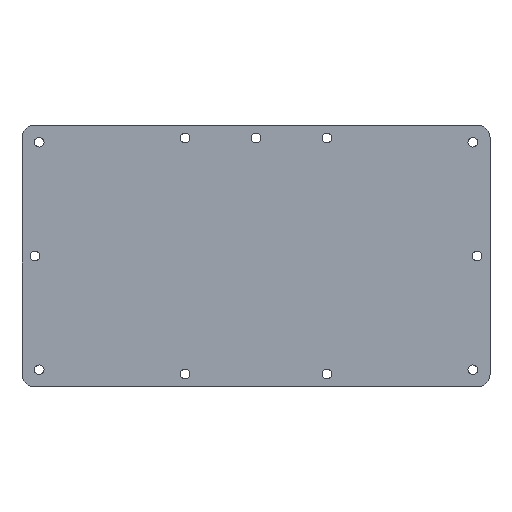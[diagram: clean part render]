
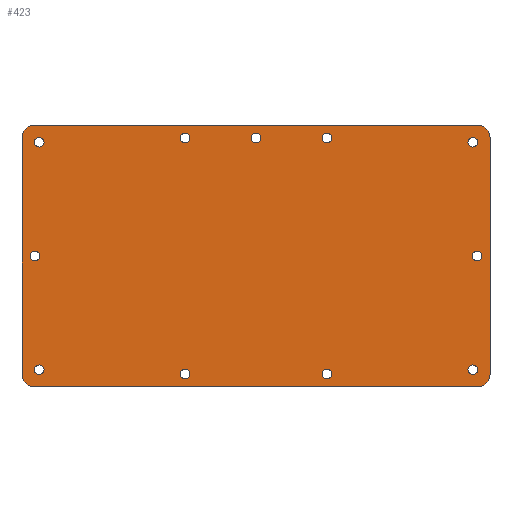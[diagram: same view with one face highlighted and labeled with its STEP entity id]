
A CAD part, top view. The second image highlights one B-rep face of the part: STEP entity #423.
In plain terms, the highlighted planar face has unit normal (0, 0, 1).
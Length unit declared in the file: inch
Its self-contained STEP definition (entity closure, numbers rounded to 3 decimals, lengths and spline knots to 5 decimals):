
#19=PLANE('',#476);
#26=LINE('',#678,#42);
#32=LINE('',#693,#48);
#34=LINE('',#699,#50);
#35=LINE('',#701,#51);
#42=VECTOR('',#567,12.875);
#48=VECTOR('',#583,12.875);
#50=VECTOR('',#591,6.875);
#51=VECTOR('',#594,6.875);
#74=FACE_BOUND('',#149,.T.);
#75=FACE_BOUND('',#150,.T.);
#76=FACE_BOUND('',#151,.T.);
#77=FACE_BOUND('',#152,.T.);
#78=FACE_BOUND('',#153,.T.);
#79=FACE_BOUND('',#154,.T.);
#80=FACE_BOUND('',#155,.T.);
#81=FACE_BOUND('',#156,.T.);
#82=FACE_BOUND('',#157,.T.);
#83=FACE_BOUND('',#158,.T.);
#84=FACE_BOUND('',#159,.T.);
#105=FACE_OUTER_BOUND('',#148,.T.);
#148=EDGE_LOOP('',(#347,#348,#349,#350,#351,#352,#353,#354));
#149=EDGE_LOOP('',(#355));
#150=EDGE_LOOP('',(#356));
#151=EDGE_LOOP('',(#357));
#152=EDGE_LOOP('',(#358));
#153=EDGE_LOOP('',(#359));
#154=EDGE_LOOP('',(#360));
#155=EDGE_LOOP('',(#361));
#156=EDGE_LOOP('',(#362));
#157=EDGE_LOOP('',(#363));
#158=EDGE_LOOP('',(#364));
#159=EDGE_LOOP('',(#365));
#161=CIRCLE('',#428,0.1405);
#163=CIRCLE('',#431,0.1405);
#165=CIRCLE('',#434,0.1405);
#167=CIRCLE('',#437,0.1405);
#169=CIRCLE('',#440,0.1405);
#171=CIRCLE('',#443,0.1405);
#173=CIRCLE('',#446,0.1405);
#175=CIRCLE('',#449,0.1405);
#177=CIRCLE('',#452,0.1405);
#179=CIRCLE('',#455,0.1405);
#181=CIRCLE('',#458,0.1405);
#182=CIRCLE('',#460,0.375);
#187=CIRCLE('',#468,0.375);
#188=CIRCLE('',#470,0.375);
#189=CIRCLE('',#473,0.375);
#191=VERTEX_POINT('',#601);
#193=VERTEX_POINT('',#606);
#195=VERTEX_POINT('',#611);
#197=VERTEX_POINT('',#616);
#199=VERTEX_POINT('',#621);
#201=VERTEX_POINT('',#626);
#203=VERTEX_POINT('',#631);
#205=VERTEX_POINT('',#636);
#207=VERTEX_POINT('',#641);
#209=VERTEX_POINT('',#646);
#211=VERTEX_POINT('',#651);
#212=VERTEX_POINT('',#654);
#213=VERTEX_POINT('',#655);
#222=VERTEX_POINT('',#677);
#223=VERTEX_POINT('',#681);
#224=VERTEX_POINT('',#685);
#225=VERTEX_POINT('',#686);
#226=VERTEX_POINT('',#691);
#227=VERTEX_POINT('',#695);
#229=EDGE_CURVE('',#191,#191,#161,.T.);
#231=EDGE_CURVE('',#193,#193,#163,.T.);
#233=EDGE_CURVE('',#195,#195,#165,.T.);
#235=EDGE_CURVE('',#197,#197,#167,.T.);
#237=EDGE_CURVE('',#199,#199,#169,.T.);
#239=EDGE_CURVE('',#201,#201,#171,.T.);
#241=EDGE_CURVE('',#203,#203,#173,.T.);
#243=EDGE_CURVE('',#205,#205,#175,.T.);
#245=EDGE_CURVE('',#207,#207,#177,.T.);
#247=EDGE_CURVE('',#209,#209,#179,.T.);
#249=EDGE_CURVE('',#211,#211,#181,.T.);
#250=EDGE_CURVE('',#212,#213,#182,.T.);
#261=EDGE_CURVE('',#213,#222,#26,.T.);
#263=EDGE_CURVE('',#222,#223,#187,.T.);
#265=EDGE_CURVE('',#224,#225,#188,.T.);
#269=EDGE_CURVE('',#226,#224,#32,.T.);
#270=EDGE_CURVE('',#227,#226,#189,.T.);
#272=EDGE_CURVE('',#225,#212,#34,.T.);
#273=EDGE_CURVE('',#223,#227,#35,.T.);
#347=ORIENTED_EDGE('',*,*,#250,.F.);
#348=ORIENTED_EDGE('',*,*,#272,.F.);
#349=ORIENTED_EDGE('',*,*,#265,.F.);
#350=ORIENTED_EDGE('',*,*,#269,.F.);
#351=ORIENTED_EDGE('',*,*,#270,.F.);
#352=ORIENTED_EDGE('',*,*,#273,.F.);
#353=ORIENTED_EDGE('',*,*,#263,.F.);
#354=ORIENTED_EDGE('',*,*,#261,.F.);
#355=ORIENTED_EDGE('',*,*,#229,.T.);
#356=ORIENTED_EDGE('',*,*,#231,.T.);
#357=ORIENTED_EDGE('',*,*,#233,.T.);
#358=ORIENTED_EDGE('',*,*,#235,.T.);
#359=ORIENTED_EDGE('',*,*,#237,.T.);
#360=ORIENTED_EDGE('',*,*,#239,.T.);
#361=ORIENTED_EDGE('',*,*,#241,.T.);
#362=ORIENTED_EDGE('',*,*,#243,.T.);
#363=ORIENTED_EDGE('',*,*,#245,.T.);
#364=ORIENTED_EDGE('',*,*,#247,.T.);
#365=ORIENTED_EDGE('',*,*,#249,.T.);
#423=ADVANCED_FACE('',(#105,#74,#75,#76,#77,#78,#79,#80,#81,#82,#83,#84),
#19,.T.);
#428=AXIS2_PLACEMENT_3D('',#602,#483,#484);
#431=AXIS2_PLACEMENT_3D('',#607,#489,#490);
#434=AXIS2_PLACEMENT_3D('',#612,#495,#496);
#437=AXIS2_PLACEMENT_3D('',#617,#501,#502);
#440=AXIS2_PLACEMENT_3D('',#622,#507,#508);
#443=AXIS2_PLACEMENT_3D('',#627,#513,#514);
#446=AXIS2_PLACEMENT_3D('',#632,#519,#520);
#449=AXIS2_PLACEMENT_3D('',#637,#525,#526);
#452=AXIS2_PLACEMENT_3D('',#642,#531,#532);
#455=AXIS2_PLACEMENT_3D('',#647,#537,#538);
#458=AXIS2_PLACEMENT_3D('',#652,#543,#544);
#460=AXIS2_PLACEMENT_3D('',#656,#547,#548);
#468=AXIS2_PLACEMENT_3D('',#682,#571,#572);
#470=AXIS2_PLACEMENT_3D('',#687,#576,#577);
#473=AXIS2_PLACEMENT_3D('',#696,#586,#587);
#476=AXIS2_PLACEMENT_3D('',#702,#595,#596);
#483=DIRECTION('center_axis',(0.,0.,-1.));
#484=DIRECTION('ref_axis',(-1.,0.,0.));
#489=DIRECTION('center_axis',(0.,0.,-1.));
#490=DIRECTION('ref_axis',(-1.,0.,0.));
#495=DIRECTION('center_axis',(0.,0.,-1.));
#496=DIRECTION('ref_axis',(-1.,0.,0.));
#501=DIRECTION('center_axis',(0.,0.,-1.));
#502=DIRECTION('ref_axis',(-1.,0.,0.));
#507=DIRECTION('center_axis',(0.,0.,-1.));
#508=DIRECTION('ref_axis',(-1.,0.,0.));
#513=DIRECTION('center_axis',(0.,0.,-1.));
#514=DIRECTION('ref_axis',(-1.,0.,0.));
#519=DIRECTION('center_axis',(0.,0.,-1.));
#520=DIRECTION('ref_axis',(-1.,0.,0.));
#525=DIRECTION('center_axis',(0.,0.,-1.));
#526=DIRECTION('ref_axis',(-1.,0.,0.));
#531=DIRECTION('center_axis',(0.,0.,-1.));
#532=DIRECTION('ref_axis',(-1.,0.,0.));
#537=DIRECTION('center_axis',(0.,0.,-1.));
#538=DIRECTION('ref_axis',(-1.,0.,0.));
#543=DIRECTION('center_axis',(0.,0.,-1.));
#544=DIRECTION('ref_axis',(-1.,0.,0.));
#547=DIRECTION('center_axis',(0.,0.,-1.));
#548=DIRECTION('ref_axis',(0.707,-0.707,0.));
#567=DIRECTION('',(-1.,0.,0.));
#571=DIRECTION('center_axis',(0.,0.,-1.));
#572=DIRECTION('ref_axis',(-0.707,-0.707,0.));
#576=DIRECTION('center_axis',(0.,0.,-1.));
#577=DIRECTION('ref_axis',(0.707,0.707,0.));
#583=DIRECTION('',(1.,0.,0.));
#586=DIRECTION('center_axis',(0.,0.,-1.));
#587=DIRECTION('ref_axis',(-0.707,0.707,0.));
#591=DIRECTION('',(0.,-1.,0.));
#594=DIRECTION('',(0.,1.,0.));
#595=DIRECTION('center_axis',(0.,0.,1.));
#596=DIRECTION('ref_axis',(1.,0.,0.));
#601=CARTESIAN_POINT('',(2.203,-0.4375,0.125));
#602=CARTESIAN_POINT('Origin',(2.0625,-0.4375,0.125));
#606=CARTESIAN_POINT('',(-6.172,-0.3125,0.125));
#607=CARTESIAN_POINT('Origin',(-6.3125,-0.3125,0.125));
#611=CARTESIAN_POINT('',(-6.297,3.,0.125));
#612=CARTESIAN_POINT('Origin',(-6.4375,3.,0.125));
#616=CARTESIAN_POINT('',(2.203,6.4375,0.125));
#617=CARTESIAN_POINT('Origin',(2.0625,6.4375,0.125));
#621=CARTESIAN_POINT('',(-1.922,6.4375,0.125));
#622=CARTESIAN_POINT('Origin',(-2.0625,6.4375,0.125));
#626=CARTESIAN_POINT('',(-6.172,6.3125,0.125));
#627=CARTESIAN_POINT('Origin',(-6.3125,6.3125,0.125));
#631=CARTESIAN_POINT('',(0.1405,6.4375,0.125));
#632=CARTESIAN_POINT('Origin',(0.,6.4375,0.125));
#636=CARTESIAN_POINT('',(6.453,6.3125,0.125));
#637=CARTESIAN_POINT('Origin',(6.3125,6.3125,0.125));
#641=CARTESIAN_POINT('',(6.578,3.,0.125));
#642=CARTESIAN_POINT('Origin',(6.4375,3.,0.125));
#646=CARTESIAN_POINT('',(-1.922,-0.4375,0.125));
#647=CARTESIAN_POINT('Origin',(-2.0625,-0.4375,0.125));
#651=CARTESIAN_POINT('',(6.453,-0.3125,0.125));
#652=CARTESIAN_POINT('Origin',(6.3125,-0.3125,0.125));
#654=CARTESIAN_POINT('',(6.8125,-0.4375,0.125));
#655=CARTESIAN_POINT('',(6.4375,-0.8125,0.125));
#656=CARTESIAN_POINT('Origin',(6.4375,-0.4375,0.125));
#677=CARTESIAN_POINT('',(-6.4375,-0.8125,0.125));
#678=CARTESIAN_POINT('',(6.8125,-0.8125,0.125));
#681=CARTESIAN_POINT('',(-6.8125,-0.4375,0.125));
#682=CARTESIAN_POINT('Origin',(-6.4375,-0.4375,0.125));
#685=CARTESIAN_POINT('',(6.4375,6.8125,0.125));
#686=CARTESIAN_POINT('',(6.8125,6.4375,0.125));
#687=CARTESIAN_POINT('Origin',(6.4375,6.4375,0.125));
#691=CARTESIAN_POINT('',(-6.4375,6.8125,0.125));
#693=CARTESIAN_POINT('',(-6.8125,6.8125,0.125));
#695=CARTESIAN_POINT('',(-6.8125,6.4375,0.125));
#696=CARTESIAN_POINT('Origin',(-6.4375,6.4375,0.125));
#699=CARTESIAN_POINT('',(6.8125,6.8125,0.125));
#701=CARTESIAN_POINT('',(-6.8125,-0.8125,0.125));
#702=CARTESIAN_POINT('Origin',(0.,3.,0.125));
